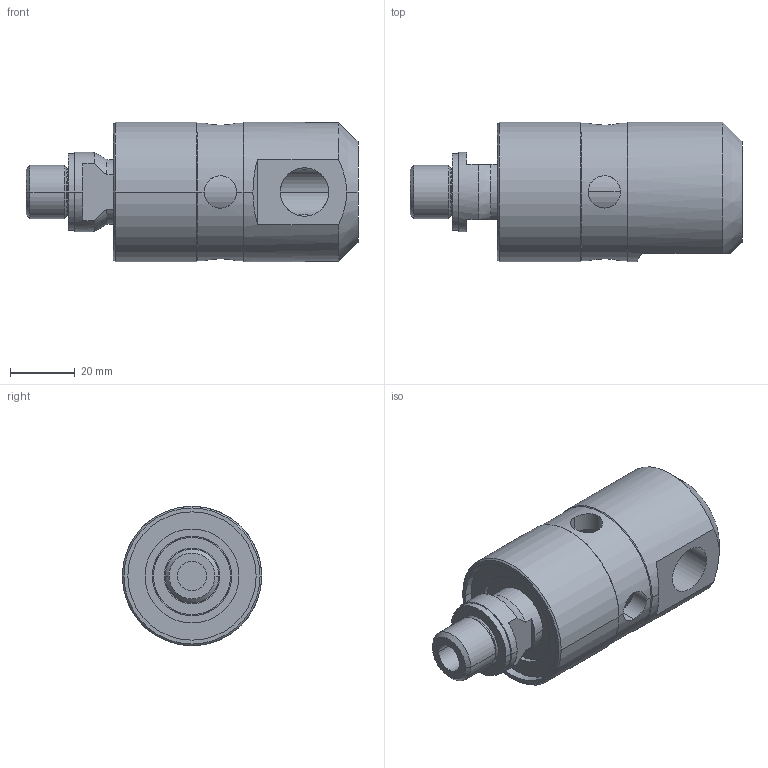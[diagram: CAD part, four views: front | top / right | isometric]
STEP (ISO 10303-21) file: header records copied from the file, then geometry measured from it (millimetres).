
FILE_DESCRIPTION(/* description */ ('VariCAD 2016-1.06 AP-214'),/* implementation_level */ '2;1');
FILE_NAME(/* name */ 'dghr38_.stp',/* time_stamp */ '2016-06-16T12:28:41+02:00',/* author */ (''),/* organization */ (''),/* preprocessor_version */ 'ST-DEVELOPER v14',/* originating_system */ 'VariCAD 2016-1.06; kernel version (20130303)',/* authorisation */ '');
FILE_SCHEMA (('AUTOMOTIVE_DESIGN'));
Length unit declared in the file: millimetre
Products named in the file (2): dghr38_; S10-1300-01R 
Assembly tree (1 placements, depth 2):
  dghr38_
    S10-1300-01R 
Bounding box: 102.5 x 43 x 43 mm (x, y, z)
Volume: 91059 mm3; surface area: 22472.3 mm2
Topology: 1 solids, 1 shells, 86 faces, 208 edges, 129 vertices
Faces by surface type: cylinder 40, plane 20, cone 18, torus 8
Entity records: 2928 total; most frequent: CARTESIAN_POINT 841, DIRECTION 446, ORIENTED_EDGE 416, EDGE_CURVE 208, AXIS2_PLACEMENT_3D 186, VERTEX_POINT 129, EDGE_LOOP 101, CIRCLE 96
